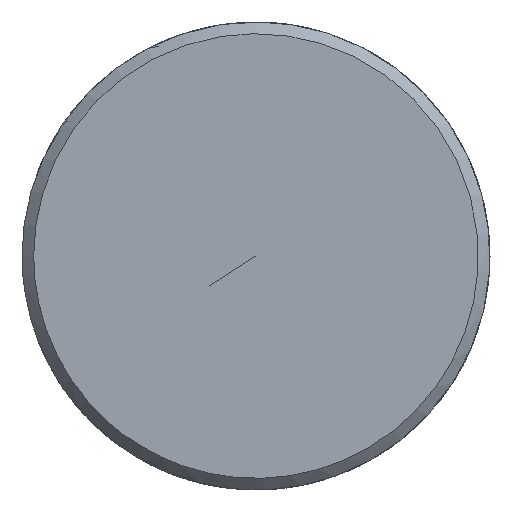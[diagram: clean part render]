
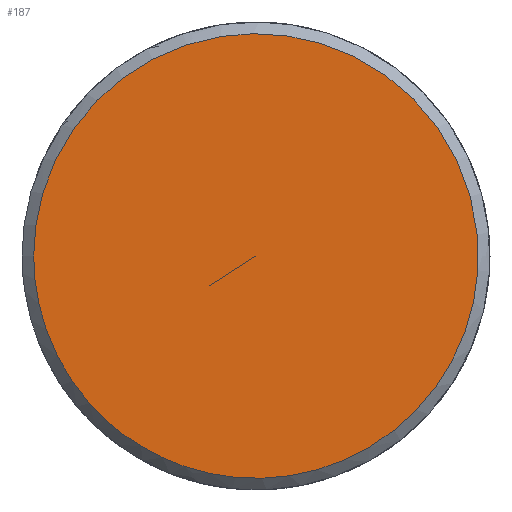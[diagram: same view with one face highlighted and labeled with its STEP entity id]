
A CAD part, left-side view. The second image highlights one B-rep face of the part: STEP entity #187.
In plain terms, the highlighted free-form (B-spline) face has degree [5, 1] with [6, 2] control points.
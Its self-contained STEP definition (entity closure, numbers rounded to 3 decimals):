
#153 = CARTESIAN_POINT ('', (-72., 4.75, 0.));
#154 = VERTEX_POINT ('', #153);
#155 = CARTESIAN_POINT ('', (-72., 0., 0.));
#156 = VERTEX_POINT ('', #155);
#157 = CARTESIAN_POINT ('', (-72., 4.75, 0.));
#158 = CARTESIAN_POINT ('', (-72., 0., 0.));
#159 = B_SPLINE_CURVE_WITH_KNOTS ('', 1, (#157, #158), .UNSPECIFIED., .F., .U., (2, 2), (0., 1.), .UNSPECIFIED.);
#160 = EDGE_CURVE ('', #154, #156, #159, .T.);
#161 = ORIENTED_EDGE ('', *, *, #160, .F.);
#162 = CARTESIAN_POINT ('', (-72., 4.75, 0.));
#163 = CARTESIAN_POINT ('', (-72., 4.75, 19.));
#164 = CARTESIAN_POINT ('', (-72., -14.25, 9.5));
#165 = CARTESIAN_POINT ('', (-72., -14.25, -9.5));
#166 = CARTESIAN_POINT ('', (-72., 4.75, -19.));
#167 = CARTESIAN_POINT ('', (-72., 4.75, 0.));
#168 = (
   BOUNDED_CURVE ()
   B_SPLINE_CURVE (5, (#162, #163, #164, #165, #166, #167), .UNSPECIFIED., .T., .U.)
   B_SPLINE_CURVE_WITH_KNOTS ((6, 6), (0., 1.), .UNSPECIFIED.)
   CURVE ()
   GEOMETRIC_REPRESENTATION_ITEM ()
   RATIONAL_B_SPLINE_CURVE ((5., 1., 1., 1., 1., 5.))
   REPRESENTATION_ITEM ('')
);
#169 = EDGE_CURVE ('', #154, #154, #168, .T.);
#170 = ORIENTED_EDGE ('', *, *, #169, .T.);
#171 = ORIENTED_EDGE ('', *, *, #160, .T.);
#172 = EDGE_LOOP ('', (#161, #170, #171));
#173 = FACE_OUTER_BOUND ('', #172, .F.);
#174 = CARTESIAN_POINT ('', (-72., 4.75, 0.));
#175 = CARTESIAN_POINT ('', (-72., 0., 0.));
#176 = CARTESIAN_POINT ('', (-72., 4.75, 19.));
#177 = CARTESIAN_POINT ('', (-72., 0., 0.));
#178 = CARTESIAN_POINT ('', (-72., -14.25, 9.5));
#179 = CARTESIAN_POINT ('', (-72., 0., 0.));
#180 = CARTESIAN_POINT ('', (-72., -14.25, -9.5));
#181 = CARTESIAN_POINT ('', (-72., 0., 0.));
#182 = CARTESIAN_POINT ('', (-72., 4.75, -19.));
#183 = CARTESIAN_POINT ('', (-72., 0., 0.));
#184 = CARTESIAN_POINT ('', (-72., 4.75, 0.));
#185 = CARTESIAN_POINT ('', (-72., 0., 0.));
#186 = (
   BOUNDED_SURFACE ()
   B_SPLINE_SURFACE (5, 1, ((#174, #175), (#176, #177), (#178, #179), (#180, #181), (#182, #183), (#184, #185)), .UNSPECIFIED., .T., .F., .U.)
   B_SPLINE_SURFACE_WITH_KNOTS ((6, 6), (2, 2), (0., 1.), (0., 1.), .UNSPECIFIED.)
   SURFACE ()
   GEOMETRIC_REPRESENTATION_ITEM ()
   RATIONAL_B_SPLINE_SURFACE (((5., 5.), (1., 1.), (1., 1.), (1., 1.), (1., 1.), (5., 5.)))
   REPRESENTATION_ITEM ('')
);
#187 = ADVANCED_FACE ('', (#173), #186, .F.);
